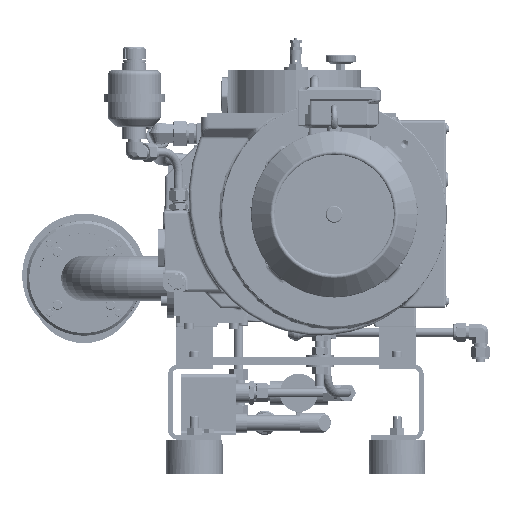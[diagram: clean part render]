
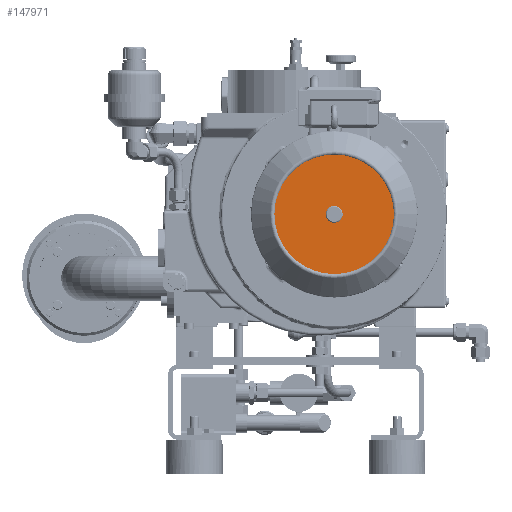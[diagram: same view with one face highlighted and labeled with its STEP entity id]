
A CAD part, left-side view. The second image highlights one B-rep face of the part: STEP entity #147971.
In plain terms, the highlighted planar face has unit normal (-1, 0, 0).
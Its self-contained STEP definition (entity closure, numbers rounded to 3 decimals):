
#11554=FACE_BOUND('',#31980,.T.);
#13906=CIRCLE('',#159180,79.522);
#13907=CIRCLE('',#159181,79.522);
#13909=CIRCLE('',#159185,11.237);
#13910=CIRCLE('',#159186,11.237);
#22657=FACE_OUTER_BOUND('',#31979,.T.);
#31979=EDGE_LOOP('',(#111049,#111050));
#31980=EDGE_LOOP('',(#111051,#111052));
#63231=VERTEX_POINT('',#264972);
#63232=VERTEX_POINT('',#264973);
#63233=VERTEX_POINT('',#264980);
#63234=VERTEX_POINT('',#264981);
#80437=EDGE_CURVE('',#63231,#63232,#13906,.T.);
#80438=EDGE_CURVE('',#63232,#63231,#13907,.T.);
#80441=EDGE_CURVE('',#63233,#63234,#13909,.T.);
#80442=EDGE_CURVE('',#63234,#63233,#13910,.T.);
#111049=ORIENTED_EDGE('',*,*,#80437,.T.);
#111050=ORIENTED_EDGE('',*,*,#80438,.T.);
#111051=ORIENTED_EDGE('',*,*,#80441,.T.);
#111052=ORIENTED_EDGE('',*,*,#80442,.T.);
#142581=PLANE('',#159184);
#147971=ADVANCED_FACE('',(#22657,#11554),#142581,.T.);
#159180=AXIS2_PLACEMENT_3D('',#264974,#184107,#184108);
#159181=AXIS2_PLACEMENT_3D('',#264975,#184109,#184110);
#159184=AXIS2_PLACEMENT_3D('',#264979,#184116,#184117);
#159185=AXIS2_PLACEMENT_3D('',#264982,#184118,#184119);
#159186=AXIS2_PLACEMENT_3D('',#264983,#184120,#184121);
#184107=DIRECTION('center_axis',(-1.,0.,0.));
#184108=DIRECTION('ref_axis',(0.,1.,0.));
#184109=DIRECTION('center_axis',(-1.,0.,0.));
#184110=DIRECTION('ref_axis',(0.,1.,0.));
#184116=DIRECTION('center_axis',(-1.,0.,0.));
#184117=DIRECTION('ref_axis',(0.,1.,0.));
#184118=DIRECTION('center_axis',(1.,0.,0.));
#184119=DIRECTION('ref_axis',(0.,-1.,0.));
#184120=DIRECTION('center_axis',(1.,0.,0.));
#184121=DIRECTION('ref_axis',(0.,-1.,0.));
#264972=CARTESIAN_POINT('',(-832.439,24.896,0.));
#264973=CARTESIAN_POINT('',(-832.439,-54.625,79.522));
#264974=CARTESIAN_POINT('Origin',(-832.439,-54.625,0.));
#264975=CARTESIAN_POINT('Origin',(-832.439,-54.625,0.));
#264979=CARTESIAN_POINT('Origin',(-832.439,-55.277,0.));
#264980=CARTESIAN_POINT('',(-832.439,-65.862,0.));
#264981=CARTESIAN_POINT('',(-832.439,-43.389,0.));
#264982=CARTESIAN_POINT('Origin',(-832.439,-54.625,0.));
#264983=CARTESIAN_POINT('Origin',(-832.439,-54.625,0.));
